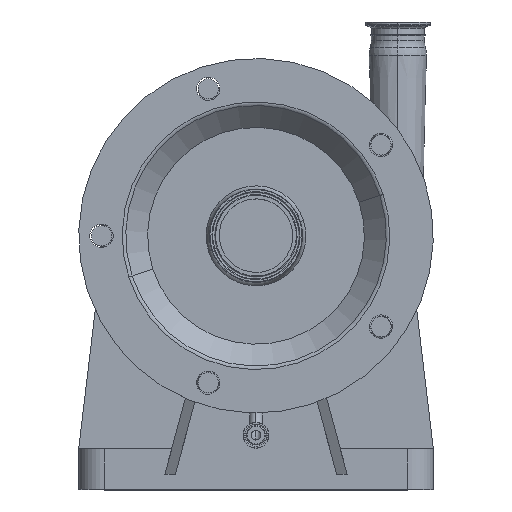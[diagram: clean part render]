
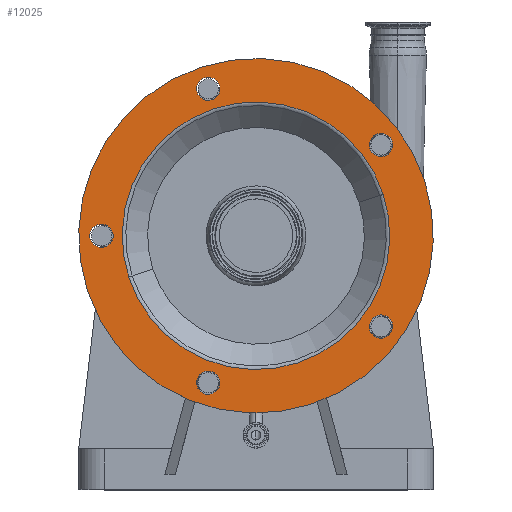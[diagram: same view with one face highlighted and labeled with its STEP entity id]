
A CAD part, top view. The second image highlights one B-rep face of the part: STEP entity #12025.
In plain terms, the highlighted planar face has unit normal (0, 0, 1).
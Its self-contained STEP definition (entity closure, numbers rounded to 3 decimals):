
#42 = ORIENTED_EDGE ( 'NONE', *, *, #8439, .F. ) ;
#93 = CARTESIAN_POINT ( 'NONE',  ( 123.375, 89.637, 289.5 ) ) ;
#351 = DIRECTION ( 'NONE',  ( 0.951, 0.309, 0. ) ) ;
#361 = CARTESIAN_POINT ( 'NONE',  ( -58.062, 141.482, 289.5 ) ) ;
#384 = CARTESIAN_POINT ( 'NONE',  ( -47.125, 145.036, 289.5 ) ) ;
#439 = AXIS2_PLACEMENT_3D ( 'NONE', #14281, #7790, #843 ) ;
#655 = VERTEX_POINT ( 'NONE', #4466 ) ;
#776 = EDGE_LOOP ( 'NONE', ( #3924, #2735 ) ) ;
#843 = DIRECTION ( 'NONE',  ( -0.951, -0.309, 0. ) ) ;
#1051 = FACE_BOUND ( 'NONE', #6222, .T. ) ;
#1286 = DIRECTION ( 'NONE',  ( 0.951, 0.309, 0. ) ) ;
#1431 = CARTESIAN_POINT ( 'NONE',  ( -47.125, -145.036, 289.5 ) ) ;
#1578 = DIRECTION ( 'NONE',  ( 0.951, 0.309, 0. ) ) ;
#1638 = CIRCLE ( 'NONE', #5880, 11.5 ) ;
#1757 = DIRECTION ( 'NONE',  ( 0., 0., 1. ) ) ;
#2129 = AXIS2_PLACEMENT_3D ( 'NONE', #1431, #9517, #2600 ) ;
#2232 = CIRCLE ( 'NONE', #8067, 11.5 ) ;
#2255 = EDGE_CURVE ( 'NONE', #14098, #2506, #7716, .T. ) ;
#2453 = CIRCLE ( 'NONE', #9578, 11.5 ) ;
#2506 = VERTEX_POINT ( 'NONE', #6554 ) ;
#2600 = DIRECTION ( 'NONE',  ( 0.951, 0.309, 0. ) ) ;
#2698 = CIRCLE ( 'NONE', #2129, 11.5 ) ;
#2719 = EDGE_CURVE ( 'NONE', #7607, #12754, #2453, .T. ) ;
#2735 = ORIENTED_EDGE ( 'NONE', *, *, #2255, .F. ) ;
#2920 = VERTEX_POINT ( 'NONE', #3777 ) ;
#3039 = ORIENTED_EDGE ( 'NONE', *, *, #11655, .F. ) ;
#3128 = VERTEX_POINT ( 'NONE', #8033 ) ;
#3207 = EDGE_CURVE ( 'NONE', #4196, #13723, #7746, .T. ) ;
#3240 = PLANE ( 'NONE',  #13854 ) ;
#3268 = EDGE_LOOP ( 'NONE', ( #9026, #7370 ) ) ;
#3353 = VERTEX_POINT ( 'NONE', #3662 ) ;
#3489 = CARTESIAN_POINT ( 'NONE',  ( 123.375, 89.637, 289.5 ) ) ;
#3522 = CARTESIAN_POINT ( 'NONE',  ( -47.125, -145.036, 289.5 ) ) ;
#3662 = CARTESIAN_POINT ( 'NONE',  ( -125.607, -40.812, 289.5 ) ) ;
#3755 = FACE_BOUND ( 'NONE', #3268, .T. ) ;
#3777 = CARTESIAN_POINT ( 'NONE',  ( -166.435, -54.078, 289.5 ) ) ;
#3816 = CARTESIAN_POINT ( 'NONE',  ( -36.188, 148.59, 289.5 ) ) ;
#3854 = VERTEX_POINT ( 'NONE', #5527 ) ;
#3924 = ORIENTED_EDGE ( 'NONE', *, *, #10420, .F. ) ;
#4041 = CARTESIAN_POINT ( 'NONE',  ( 0., 0., 289.5 ) ) ;
#4123 = FACE_BOUND ( 'NONE', #8338, .T. ) ;
#4196 = VERTEX_POINT ( 'NONE', #5420 ) ;
#4386 = CARTESIAN_POINT ( 'NONE',  ( -36.188, -141.482, 289.5 ) ) ;
#4466 = CARTESIAN_POINT ( 'NONE',  ( 166.435, 54.078, 289.5 ) ) ;
#4568 = CIRCLE ( 'NONE', #13993, 11.5 ) ;
#4655 = DIRECTION ( 'NONE',  ( 0.951, 0.309, 0. ) ) ;
#4685 = DIRECTION ( 'NONE',  ( 0.951, 0.309, 0. ) ) ;
#4687 = DIRECTION ( 'NONE',  ( 0., 0., 1. ) ) ;
#5033 = EDGE_CURVE ( 'NONE', #12754, #7607, #2232, .T. ) ;
#5194 = DIRECTION ( 'NONE',  ( -0.951, -0.309, 0. ) ) ;
#5209 = AXIS2_PLACEMENT_3D ( 'NONE', #13853, #7325, #351 ) ;
#5420 = CARTESIAN_POINT ( 'NONE',  ( -163.437, -3.554, 289.5 ) ) ;
#5511 = DIRECTION ( 'NONE',  ( 0., 0., -1. ) ) ;
#5512 = ORIENTED_EDGE ( 'NONE', *, *, #11142, .F. ) ;
#5527 = CARTESIAN_POINT ( 'NONE',  ( 112.438, 86.084, 289.5 ) ) ;
#5694 = CARTESIAN_POINT ( 'NONE',  ( 123.375, -89.637, 289.5 ) ) ;
#5772 = AXIS2_PLACEMENT_3D ( 'NONE', #93, #8226, #1286 ) ;
#5821 = EDGE_CURVE ( 'NONE', #655, #2920, #9648, .T. ) ;
#5880 = AXIS2_PLACEMENT_3D ( 'NONE', #5694, #13449, #6876 ) ;
#6168 = DIRECTION ( 'NONE',  ( 0., 0., -1. ) ) ;
#6192 = CIRCLE ( 'NONE', #11876, 132.071 ) ;
#6222 = EDGE_LOOP ( 'NONE', ( #7109, #7502 ) ) ;
#6554 = CARTESIAN_POINT ( 'NONE',  ( 134.312, -86.084, 289.5 ) ) ;
#6568 = ORIENTED_EDGE ( 'NONE', *, *, #8371, .T. ) ;
#6756 = DIRECTION ( 'NONE',  ( 0., 0., -1. ) ) ;
#6865 = FACE_OUTER_BOUND ( 'NONE', #11748, .T. ) ;
#6876 = DIRECTION ( 'NONE',  ( 0.951, 0.309, 0. ) ) ;
#6921 = AXIS2_PLACEMENT_3D ( 'NONE', #4041, #11942, #5194 ) ;
#6972 = CARTESIAN_POINT ( 'NONE',  ( -152.5, 0., 289.5 ) ) ;
#7109 = ORIENTED_EDGE ( 'NONE', *, *, #12530, .F. ) ;
#7217 = FACE_BOUND ( 'NONE', #776, .T. ) ;
#7325 = DIRECTION ( 'NONE',  ( 0., 0., 1. ) ) ;
#7370 = ORIENTED_EDGE ( 'NONE', *, *, #5033, .F. ) ;
#7373 = CARTESIAN_POINT ( 'NONE',  ( -141.563, 3.554, 289.5 ) ) ;
#7502 = ORIENTED_EDGE ( 'NONE', *, *, #3207, .F. ) ;
#7541 = VERTEX_POINT ( 'NONE', #12434 ) ;
#7607 = VERTEX_POINT ( 'NONE', #3816 ) ;
#7615 = EDGE_LOOP ( 'NONE', ( #14469, #6568 ) ) ;
#7716 = CIRCLE ( 'NONE', #5209, 11.5 ) ;
#7746 = CIRCLE ( 'NONE', #10498, 11.5 ) ;
#7790 = DIRECTION ( 'NONE',  ( 0., 0., -1. ) ) ;
#8033 = CARTESIAN_POINT ( 'NONE',  ( -58.062, -148.59, 289.5 ) ) ;
#8067 = AXIS2_PLACEMENT_3D ( 'NONE', #8687, #1757, #9827 ) ;
#8112 = VERTEX_POINT ( 'NONE', #10655 ) ;
#8126 = DIRECTION ( 'NONE',  ( 0.951, 0.309, 0. ) ) ;
#8226 = DIRECTION ( 'NONE',  ( 0., 0., 1. ) ) ;
#8233 = AXIS2_PLACEMENT_3D ( 'NONE', #11471, #4687, #12517 ) ;
#8338 = EDGE_LOOP ( 'NONE', ( #12605, #42 ) ) ;
#8371 = EDGE_CURVE ( 'NONE', #8112, #3353, #6192, .T. ) ;
#8439 = EDGE_CURVE ( 'NONE', #3854, #7541, #4568, .T. ) ;
#8508 = DIRECTION ( 'NONE',  ( 0., 0., 1. ) ) ;
#8687 = CARTESIAN_POINT ( 'NONE',  ( -47.125, 145.036, 289.5 ) ) ;
#8872 = CIRCLE ( 'NONE', #439, 175. ) ;
#8894 = AXIS2_PLACEMENT_3D ( 'NONE', #3522, #11469, #4685 ) ;
#8917 = EDGE_CURVE ( 'NONE', #7541, #3854, #10931, .T. ) ;
#9002 = CARTESIAN_POINT ( 'NONE',  ( -54.078, 166.435, 289.5 ) ) ;
#9007 = CIRCLE ( 'NONE', #8233, 11.5 ) ;
#9026 = ORIENTED_EDGE ( 'NONE', *, *, #2719, .F. ) ;
#9109 = CARTESIAN_POINT ( 'NONE',  ( 112.438, -93.191, 289.5 ) ) ;
#9461 = VERTEX_POINT ( 'NONE', #4386 ) ;
#9517 = DIRECTION ( 'NONE',  ( 0., 0., 1. ) ) ;
#9578 = AXIS2_PLACEMENT_3D ( 'NONE', #384, #8508, #1578 ) ;
#9648 = CIRCLE ( 'NONE', #6921, 175. ) ;
#9827 = DIRECTION ( 'NONE',  ( 0.951, 0.309, 0. ) ) ;
#9933 = EDGE_LOOP ( 'NONE', ( #5512, #3039 ) ) ;
#10250 = EDGE_CURVE ( 'NONE', #2920, #655, #8872, .T. ) ;
#10261 = FACE_BOUND ( 'NONE', #9933, .T. ) ;
#10418 = AXIS2_PLACEMENT_3D ( 'NONE', #12794, #6168, #13870 ) ;
#10420 = EDGE_CURVE ( 'NONE', #2506, #14098, #1638, .T. ) ;
#10498 = AXIS2_PLACEMENT_3D ( 'NONE', #6972, #14596, #8126 ) ;
#10655 = CARTESIAN_POINT ( 'NONE',  ( 125.607, 40.812, 289.5 ) ) ;
#10931 = CIRCLE ( 'NONE', #5772, 11.5 ) ;
#11142 = EDGE_CURVE ( 'NONE', #9461, #3128, #13571, .T. ) ;
#11304 = ORIENTED_EDGE ( 'NONE', *, *, #10250, .F. ) ;
#11385 = ORIENTED_EDGE ( 'NONE', *, *, #5821, .F. ) ;
#11442 = DIRECTION ( 'NONE',  ( 0., 0., 1. ) ) ;
#11469 = DIRECTION ( 'NONE',  ( 0., 0., 1. ) ) ;
#11471 = CARTESIAN_POINT ( 'NONE',  ( -152.5, 0., 289.5 ) ) ;
#11655 = EDGE_CURVE ( 'NONE', #3128, #9461, #2698, .T. ) ;
#11748 = EDGE_LOOP ( 'NONE', ( #11304, #11385 ) ) ;
#11876 = AXIS2_PLACEMENT_3D ( 'NONE', #12213, #5511, #13275 ) ;
#11942 = DIRECTION ( 'NONE',  ( 0., 0., -1. ) ) ;
#12025 = ADVANCED_FACE ( 'NONE', ( #1051, #10261, #7217, #4123, #13043, #6865, #3755 ), #3240, .F. ) ;
#12029 = CIRCLE ( 'NONE', #10418, 132.071 ) ;
#12213 = CARTESIAN_POINT ( 'NONE',  ( 0., 0., 289.5 ) ) ;
#12434 = CARTESIAN_POINT ( 'NONE',  ( 134.312, 93.191, 289.5 ) ) ;
#12517 = DIRECTION ( 'NONE',  ( 0.951, 0.309, 0. ) ) ;
#12530 = EDGE_CURVE ( 'NONE', #13723, #4196, #9007, .T. ) ;
#12605 = ORIENTED_EDGE ( 'NONE', *, *, #8917, .F. ) ;
#12754 = VERTEX_POINT ( 'NONE', #361 ) ;
#12794 = CARTESIAN_POINT ( 'NONE',  ( 0., 0., 289.5 ) ) ;
#13043 = FACE_BOUND ( 'NONE', #7615, .T. ) ;
#13147 = EDGE_CURVE ( 'NONE', #3353, #8112, #12029, .T. ) ;
#13275 = DIRECTION ( 'NONE',  ( -0.951, -0.309, 0. ) ) ;
#13449 = DIRECTION ( 'NONE',  ( 0., 0., 1. ) ) ;
#13571 = CIRCLE ( 'NONE', #8894, 11.5 ) ;
#13723 = VERTEX_POINT ( 'NONE', #7373 ) ;
#13853 = CARTESIAN_POINT ( 'NONE',  ( 123.375, -89.637, 289.5 ) ) ;
#13854 = AXIS2_PLACEMENT_3D ( 'NONE', #9002, #6756, #14392 ) ;
#13870 = DIRECTION ( 'NONE',  ( -0.951, -0.309, 0. ) ) ;
#13993 = AXIS2_PLACEMENT_3D ( 'NONE', #3489, #11442, #4655 ) ;
#14098 = VERTEX_POINT ( 'NONE', #9109 ) ;
#14281 = CARTESIAN_POINT ( 'NONE',  ( 0., 0., 289.5 ) ) ;
#14392 = DIRECTION ( 'NONE',  ( -0.951, -0.309, 0. ) ) ;
#14469 = ORIENTED_EDGE ( 'NONE', *, *, #13147, .T. ) ;
#14596 = DIRECTION ( 'NONE',  ( 0., 0., 1. ) ) ;
